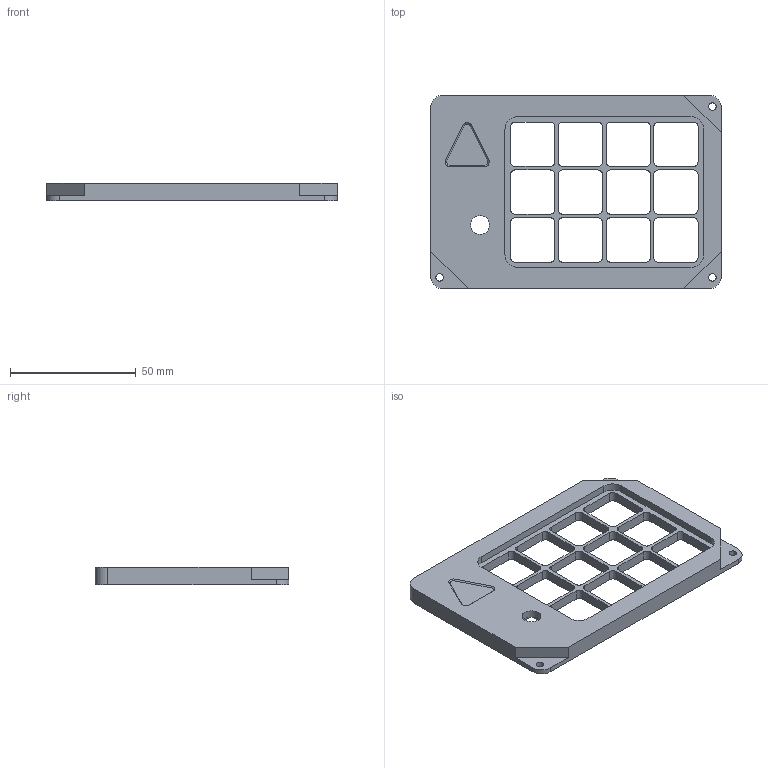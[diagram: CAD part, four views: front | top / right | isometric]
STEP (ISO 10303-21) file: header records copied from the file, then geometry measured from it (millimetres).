
FILE_DESCRIPTION(/* description */ (''),/* implementation_level */ '2;1');
FILE_NAME(/* name */ 'TOP_CASE.step',/* time_stamp */ '2025-12-16T00:14:04-05:00',/* author */ (''),/* organization */ (''),/* preprocessor_version */ 'ST-DEVELOPER v20.1',/* originating_system */ 'Autodesk Translation Framework v14.21.0.0',/* authorisation */ '');
FILE_SCHEMA (('AUTOMOTIVE_DESIGN { 1 0 10303 214 3 1 1 }'));
Length unit declared in the file: millimetre
Products named in the file (1): 2025-12-16-00-14-04-333
Bounding box: 115.62 x 77.1 x 7 mm (x, y, z)
Volume: 28690.7 mm3; surface area: 17521.1 mm2
Topology: 1 solids, 1 shells, 156 faces, 451 edges, 300 vertices
Faces by surface type: plane 83, cylinder 68, cone 5
Full cylindrical faces by diameter (mm): 3 x3, 7.5 x1
Entity records: 5258 total; most frequent: CARTESIAN_POINT 912, DIRECTION 907, ORIENTED_EDGE 902, EDGE_CURVE 451, LINE 305, VECTOR 305, AXIS2_PLACEMENT_3D 301, VERTEX_POINT 300
